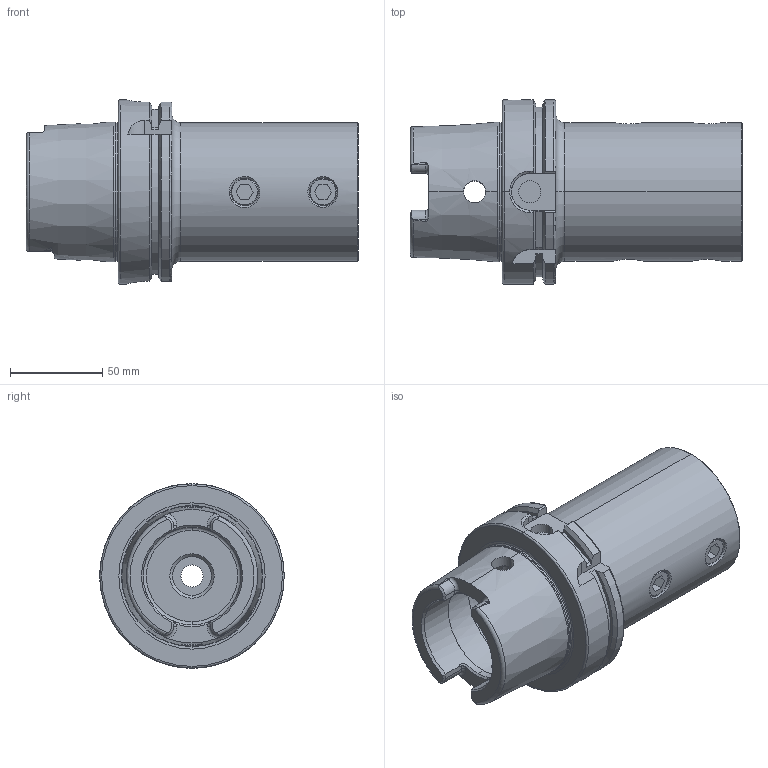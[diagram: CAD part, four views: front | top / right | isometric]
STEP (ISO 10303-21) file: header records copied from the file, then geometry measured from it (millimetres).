
FILE_DESCRIPTION (( 'STEP AP203' ), '1' );
FILE_NAME ('91100A-E150130.STEP', '2021-04-26T10:55:25', ( '' ), ( '' ), 'SwSTEP 2.0', 'SolidWorks 2018', '' );
FILE_SCHEMA (( 'CONFIG_CONTROL_DESIGN' ));
Length unit declared in the file: millimetre
Products named in the file (7): 91100A-E150130; M16X12-1 PITCH; HSKA100EM50130D1=75WW
Assembly tree (4 placements, depth 3):
  91100A-E150130
    HSKA100EM50130D1=75WW
      HSKA100EM50130D1=75WW
      M16X12-1 PITCH  x2
  HSKA100EM50130D1=75WW
  M16X12-1 PITCH
  M16X12-1 PITCH
Bounding box: 180 x 100 x 100 mm (x, y, z)
Volume: 531134.6 mm3; surface area: 89694.2 mm2
Topology: 3 solids, 3 shells, 216 faces, 524 edges, 322 vertices
Faces by surface type: plane 72, cylinder 60, cone 37, torus 29, bspline 14, sphere 4
Entity records: 8709 total; most frequent: CARTESIAN_POINT 3475, ORIENTED_EDGE 980, DIRECTION 928, EDGE_CURVE 490, AXIS2_PLACEMENT_3D 374, VERTEX_POINT 302, EDGE_LOOP 220, ADVANCED_FACE 201
